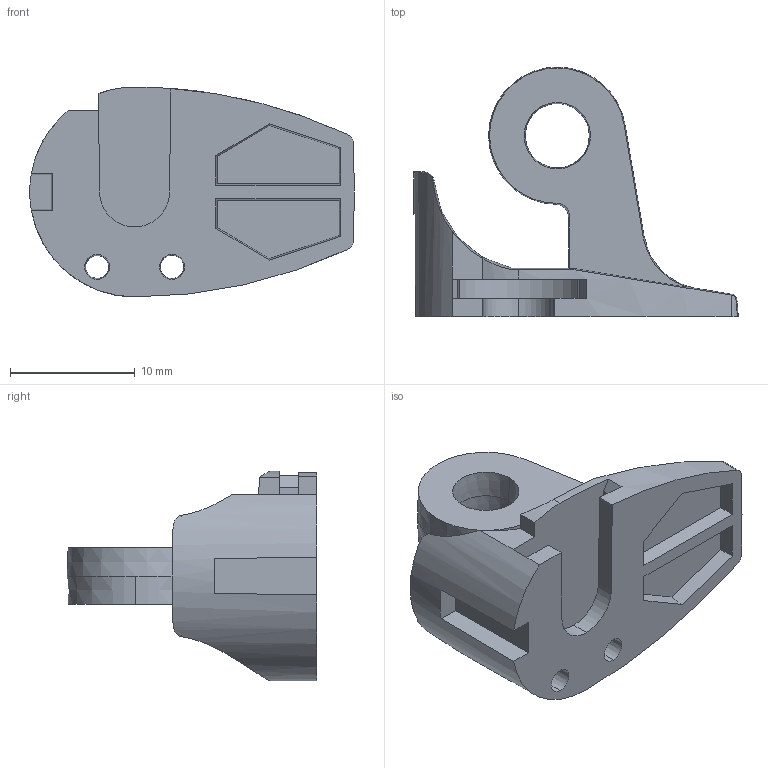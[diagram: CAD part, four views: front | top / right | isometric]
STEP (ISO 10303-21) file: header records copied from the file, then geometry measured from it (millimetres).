
FILE_DESCRIPTION (( 'STEP AP214' ), '1' );
FILE_NAME ('rv2base metal.STEP', '2019-05-20T13:17:55', ( '' ), ( '' ), 'SwSTEP 2.0', 'SolidWorks 2016', '' );
FILE_SCHEMA (( 'AUTOMOTIVE_DESIGN' ));
Length unit declared in the file: millimetre
Products named in the file (1): rv2base metal
Bounding box: 26 x 20 x 16.8 mm (x, y, z)
Volume: 1511.2 mm3; surface area: 1868.2 mm2
Topology: 1 solids, 1 shells, 80 faces, 215 edges, 139 vertices
Faces by surface type: plane 47, cone 21, cylinder 10, bspline 2
Entity records: 2678 total; most frequent: CARTESIAN_POINT 692, ORIENTED_EDGE 430, DIRECTION 378, EDGE_CURVE 215, VERTEX_POINT 139, LINE 128, VECTOR 128, AXIS2_PLACEMENT_3D 125
